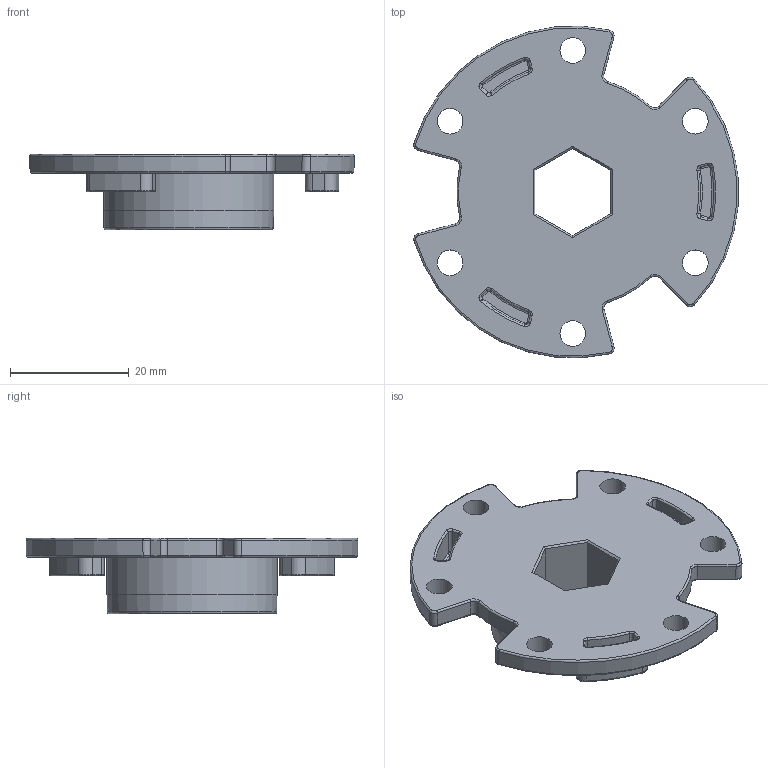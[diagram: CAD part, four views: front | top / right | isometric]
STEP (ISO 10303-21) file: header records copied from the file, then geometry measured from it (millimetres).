
FILE_DESCRIPTION(/* description */ ('STEP AP214'),/* implementation_level */ '2;1');
FILE_NAME(/* name */ 'Wheel Hub_MIR.ipt.step',/* time_stamp */ '2020-04-16T23:25:00-04:00',/* author */ (''),/* organization */ (''),/* preprocessor_version */ 'ST-DEVELOPER v17',/* originating_system */ 'Autodesk Inventor 2019',/* authorisation */ '');
FILE_SCHEMA (('AUTOMOTIVE_DESIGN { 1 0 10303 214 3 1 1 }'));
Length unit declared in the file: millimetre
Products named in the file (1): Wheel Hub_MIR
Bounding box: 54.57 x 55.78 x 12.7 mm (x, y, z)
Volume: 10060.5 mm3; surface area: 7912.6 mm2
Topology: 1 solids, 1 shells, 427 faces, 992 edges, 562 vertices
Faces by surface type: cylinder 124, torus 116, bspline 102, plane 69, cone 16
Full cylindrical faces by diameter (mm): 2.75 x6, 4.305 x6, 28.6 x1
Entity records: 18661 total; most frequent: CARTESIAN_POINT 8876, DIRECTION 2052, ORIENTED_EDGE 1936, EDGE_CURVE 968, AXIS2_PLACEMENT_3D 902, CIRCLE 564, VERTEX_POINT 562, EDGE_LOOP 460
